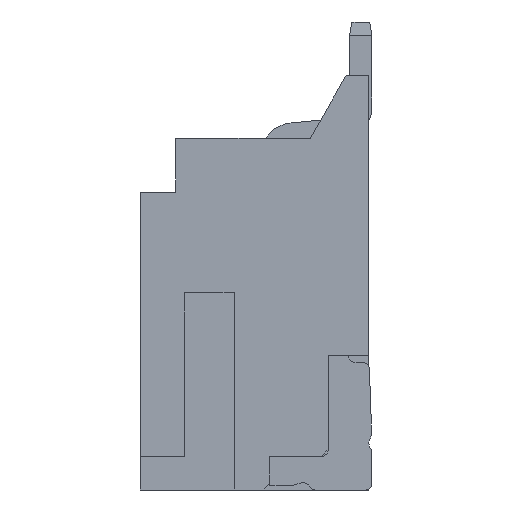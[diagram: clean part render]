
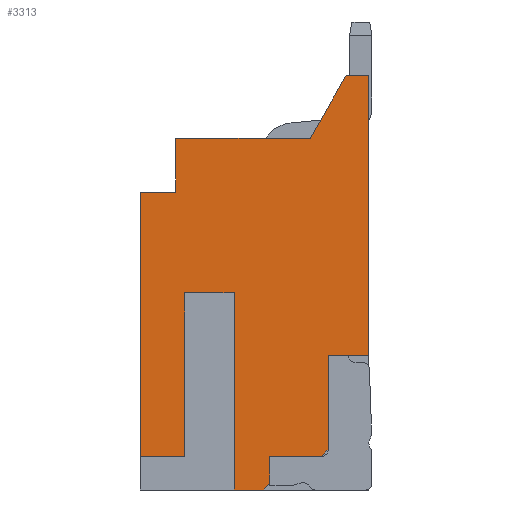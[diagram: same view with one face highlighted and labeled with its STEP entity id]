
A CAD part, left-side view. The second image highlights one B-rep face of the part: STEP entity #3313.
In plain terms, the highlighted planar face has unit normal (-1, 0, 0).
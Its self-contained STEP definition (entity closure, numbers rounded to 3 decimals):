
#29 = VECTOR ( 'NONE', #10202, 1000. ) ;
#43 = EDGE_CURVE ( 'NONE', #4402, #8209, #177, .T. ) ;
#67 = DIRECTION ( 'NONE',  ( 0., 1., 0. ) ) ;
#72 = VECTOR ( 'NONE', #6909, 1000. ) ;
#109 = CARTESIAN_POINT ( 'NONE',  ( -8., -2.55, -7.1 ) ) ;
#177 = LINE ( 'NONE', #3643, #7596 ) ;
#209 = LINE ( 'NONE', #9607, #72 ) ;
#275 = CARTESIAN_POINT ( 'NONE',  ( -8., -2.9, -6.025 ) ) ;
#308 = ORIENTED_EDGE ( 'NONE', *, *, #9557, .F. ) ;
#333 = EDGE_LOOP ( 'NONE', ( #5383, #3691, #7268, #2780, #4572, #2530, #6858, #7017, #4504, #5371, #2699, #2137, #308, #6458, #6300, #9632, #10215, #10878 ) ) ;
#358 = CARTESIAN_POINT ( 'NONE',  ( -8., -2.1, -3.45 ) ) ;
#620 = LINE ( 'NONE', #4989, #8239 ) ;
#719 = CARTESIAN_POINT ( 'NONE',  ( -8., 0., -7.1 ) ) ;
#721 = CARTESIAN_POINT ( 'NONE',  ( -8., -4.2, -4.85 ) ) ;
#994 = CARTESIAN_POINT ( 'NONE',  ( -8., -5.1, -4.85 ) ) ;
#1208 = CARTESIAN_POINT ( 'NONE',  ( -8., -2.55, -7.85 ) ) ;
#1313 = LINE ( 'NONE', #7502, #11168 ) ;
#1417 = LINE ( 'NONE', #9905, #10301 ) ;
#1547 = LINE ( 'NONE', #1642, #29 ) ;
#1625 = EDGE_CURVE ( 'NONE', #8716, #4402, #4473, .T. ) ;
#1642 = CARTESIAN_POINT ( 'NONE',  ( -8., -1., -3.225 ) ) ;
#1672 = CARTESIAN_POINT ( 'NONE',  ( -8., -4.2, -6.95 ) ) ;
#1751 = LINE ( 'NONE', #3558, #2091 ) ;
#1926 = CARTESIAN_POINT ( 'NONE',  ( -8., -2.9, -7.7 ) ) ;
#2091 = VECTOR ( 'NONE', #7022, 1000. ) ;
#2137 = ORIENTED_EDGE ( 'NONE', *, *, #7699, .F. ) ;
#2152 = CARTESIAN_POINT ( 'NONE',  ( -8., -2.1, -3.225 ) ) ;
#2156 = EDGE_CURVE ( 'NONE', #3364, #10486, #6251, .T. ) ;
#2179 = LINE ( 'NONE', #4785, #2595 ) ;
#2219 = EDGE_CURVE ( 'NONE', #9807, #5440, #4517, .T. ) ;
#2284 = DIRECTION ( 'NONE',  ( 0., -1., 0. ) ) ;
#2295 = CARTESIAN_POINT ( 'NONE',  ( -8., 0., -3.225 ) ) ;
#2494 = FACE_OUTER_BOUND ( 'NONE', #333, .T. ) ;
#2530 = ORIENTED_EDGE ( 'NONE', *, *, #1625, .F. ) ;
#2595 = VECTOR ( 'NONE', #5656, 1000. ) ;
#2666 = EDGE_CURVE ( 'NONE', #3003, #8744, #5714, .T. ) ;
#2699 = ORIENTED_EDGE ( 'NONE', *, *, #10039, .F. ) ;
#2780 = ORIENTED_EDGE ( 'NONE', *, *, #10572, .T. ) ;
#2805 = CARTESIAN_POINT ( 'NONE',  ( -8., -1., -3.45 ) ) ;
#2912 = DIRECTION ( 'NONE',  ( 0., 1., 0. ) ) ;
#2956 = CARTESIAN_POINT ( 'NONE',  ( -8., -4.6, 1.4 ) ) ;
#2992 = VERTEX_POINT ( 'NONE', #721 ) ;
#3003 = VERTEX_POINT ( 'NONE', #8475 ) ;
#3024 = CARTESIAN_POINT ( 'NONE',  ( -8., -2.9, -7.1 ) ) ;
#3313 = ADVANCED_FACE ( 'NONE', ( #2494 ), #3399, .F. ) ;
#3364 = VERTEX_POINT ( 'NONE', #7568 ) ;
#3399 = PLANE ( 'NONE',  #7371 ) ;
#3446 = VECTOR ( 'NONE', #10584, 1000. ) ;
#3558 = CARTESIAN_POINT ( 'NONE',  ( -8., -2.55, -3.45 ) ) ;
#3643 = CARTESIAN_POINT ( 'NONE',  ( -8., -4.85, 1.4 ) ) ;
#3691 = ORIENTED_EDGE ( 'NONE', *, *, #4419, .F. ) ;
#3755 = DIRECTION ( 'NONE',  ( 0., 0., 1. ) ) ;
#4032 = VECTOR ( 'NONE', #2912, 1000. ) ;
#4080 = LINE ( 'NONE', #5960, #5911 ) ;
#4159 = VECTOR ( 'NONE', #2284, 1000. ) ;
#4402 = VERTEX_POINT ( 'NONE', #2956 ) ;
#4411 = CARTESIAN_POINT ( 'NONE',  ( -8., -4.05, -7.1 ) ) ;
#4419 = EDGE_CURVE ( 'NONE', #2992, #5781, #8256, .T. ) ;
#4423 = EDGE_CURVE ( 'NONE', #5440, #3364, #1417, .T. ) ;
#4473 = LINE ( 'NONE', #6972, #3446 ) ;
#4504 = ORIENTED_EDGE ( 'NONE', *, *, #4423, .F. ) ;
#4517 = LINE ( 'NONE', #2295, #5982 ) ;
#4572 = ORIENTED_EDGE ( 'NONE', *, *, #43, .F. ) ;
#4771 = VECTOR ( 'NONE', #10189, 1000. ) ;
#4785 = CARTESIAN_POINT ( 'NONE',  ( -8., -2.55, -7.1 ) ) ;
#4989 = CARTESIAN_POINT ( 'NONE',  ( -8., -2.55, 0. ) ) ;
#5037 = DIRECTION ( 'NONE',  ( 0., -1., 0. ) ) ;
#5245 = DIRECTION ( 'NONE',  ( 0., -1., 0. ) ) ;
#5248 = EDGE_CURVE ( 'NONE', #9588, #7526, #8076, .T. ) ;
#5371 = ORIENTED_EDGE ( 'NONE', *, *, #2219, .F. ) ;
#5383 = ORIENTED_EDGE ( 'NONE', *, *, #10282, .F. ) ;
#5388 = DIRECTION ( 'NONE',  ( 0., 0., 1. ) ) ;
#5440 = VERTEX_POINT ( 'NONE', #6758 ) ;
#5632 = DIRECTION ( 'NONE',  ( 0., 0., 1. ) ) ;
#5656 = DIRECTION ( 'NONE',  ( 0., 1., 0. ) ) ;
#5714 = LINE ( 'NONE', #1208, #4159 ) ;
#5781 = VERTEX_POINT ( 'NONE', #1672 ) ;
#5911 = VECTOR ( 'NONE', #67, 1000. ) ;
#5960 = CARTESIAN_POINT ( 'NONE',  ( -8., -2.55, -4.85 ) ) ;
#5970 = CARTESIAN_POINT ( 'NONE',  ( -8., -2.9, -7.7 ) ) ;
#5982 = VECTOR ( 'NONE', #10103, 1000. ) ;
#6171 = VERTEX_POINT ( 'NONE', #994 ) ;
#6251 = LINE ( 'NONE', #9539, #8202 ) ;
#6300 = ORIENTED_EDGE ( 'NONE', *, *, #2666, .T. ) ;
#6458 = ORIENTED_EDGE ( 'NONE', *, *, #10797, .F. ) ;
#6485 = LINE ( 'NONE', #2152, #8274 ) ;
#6587 = DIRECTION ( 'NONE',  ( 0., 0., -1. ) ) ;
#6758 = CARTESIAN_POINT ( 'NONE',  ( -8., 0., -1.2 ) ) ;
#6858 = ORIENTED_EDGE ( 'NONE', *, *, #9375, .F. ) ;
#6909 = DIRECTION ( 'NONE',  ( 0., 0., 1. ) ) ;
#6972 = CARTESIAN_POINT ( 'NONE',  ( -8., -3.8, 0. ) ) ;
#7017 = ORIENTED_EDGE ( 'NONE', *, *, #2156, .F. ) ;
#7022 = DIRECTION ( 'NONE',  ( 0., 1., 0. ) ) ;
#7095 = CARTESIAN_POINT ( 'NONE',  ( -8., -2.75, -7.85 ) ) ;
#7194 = VERTEX_POINT ( 'NONE', #358 ) ;
#7268 = ORIENTED_EDGE ( 'NONE', *, *, #9742, .F. ) ;
#7371 = AXIS2_PLACEMENT_3D ( 'NONE', #11215, #7510, #11056 ) ;
#7502 = CARTESIAN_POINT ( 'NONE',  ( -8., -4.2, -6.95 ) ) ;
#7510 = DIRECTION ( 'NONE',  ( 1., 0., 0. ) ) ;
#7526 = VERTEX_POINT ( 'NONE', #3024 ) ;
#7568 = CARTESIAN_POINT ( 'NONE',  ( -8., -0.8, -1.2 ) ) ;
#7596 = VECTOR ( 'NONE', #5245, 1000. ) ;
#7699 = EDGE_CURVE ( 'NONE', #9930, #9002, #1547, .T. ) ;
#7833 = VECTOR ( 'NONE', #3755, 1000. ) ;
#7997 = CARTESIAN_POINT ( 'NONE',  ( -8., -0.8, 0. ) ) ;
#8076 = LINE ( 'NONE', #275, #7833 ) ;
#8080 = LINE ( 'NONE', #109, #4032 ) ;
#8202 = VECTOR ( 'NONE', #5388, 1000. ) ;
#8209 = VERTEX_POINT ( 'NONE', #9205 ) ;
#8239 = VECTOR ( 'NONE', #5037, 1000. ) ;
#8256 = LINE ( 'NONE', #9224, #9553 ) ;
#8261 = DIRECTION ( 'NONE',  ( 0., 0.707, -0.707 ) ) ;
#8274 = VECTOR ( 'NONE', #5632, 1000. ) ;
#8475 = CARTESIAN_POINT ( 'NONE',  ( -8., -2.1, -7.85 ) ) ;
#8707 = CARTESIAN_POINT ( 'NONE',  ( -8., -3.8, 0. ) ) ;
#8716 = VERTEX_POINT ( 'NONE', #8707 ) ;
#8744 = VERTEX_POINT ( 'NONE', #7095 ) ;
#8754 = EDGE_CURVE ( 'NONE', #10581, #7526, #8080, .T. ) ;
#9002 = VERTEX_POINT ( 'NONE', #9969 ) ;
#9059 = DIRECTION ( 'NONE',  ( 0., -1., 0. ) ) ;
#9205 = CARTESIAN_POINT ( 'NONE',  ( -8., -5.1, 1.4 ) ) ;
#9224 = CARTESIAN_POINT ( 'NONE',  ( -8., -4.2, -3.225 ) ) ;
#9331 = EDGE_CURVE ( 'NONE', #9588, #8744, #11209, .T. ) ;
#9375 = EDGE_CURVE ( 'NONE', #10486, #8716, #620, .T. ) ;
#9539 = CARTESIAN_POINT ( 'NONE',  ( -8., -0.8, -3.925 ) ) ;
#9553 = VECTOR ( 'NONE', #6587, 1000. ) ;
#9557 = EDGE_CURVE ( 'NONE', #7194, #9930, #1751, .T. ) ;
#9588 = VERTEX_POINT ( 'NONE', #1926 ) ;
#9607 = CARTESIAN_POINT ( 'NONE',  ( -8., -5.1, -3.225 ) ) ;
#9632 = ORIENTED_EDGE ( 'NONE', *, *, #9331, .F. ) ;
#9742 = EDGE_CURVE ( 'NONE', #6171, #2992, #4080, .T. ) ;
#9807 = VERTEX_POINT ( 'NONE', #719 ) ;
#9905 = CARTESIAN_POINT ( 'NONE',  ( -8., -2.55, -1.2 ) ) ;
#9930 = VERTEX_POINT ( 'NONE', #2805 ) ;
#9969 = CARTESIAN_POINT ( 'NONE',  ( -8., -1., -7.1 ) ) ;
#10039 = EDGE_CURVE ( 'NONE', #9002, #9807, #2179, .T. ) ;
#10103 = DIRECTION ( 'NONE',  ( 0., 0., 1. ) ) ;
#10189 = DIRECTION ( 'NONE',  ( 0., 0.707, -0.707 ) ) ;
#10202 = DIRECTION ( 'NONE',  ( 0., 0., -1. ) ) ;
#10215 = ORIENTED_EDGE ( 'NONE', *, *, #5248, .T. ) ;
#10282 = EDGE_CURVE ( 'NONE', #5781, #10581, #1313, .T. ) ;
#10301 = VECTOR ( 'NONE', #9059, 1000. ) ;
#10486 = VERTEX_POINT ( 'NONE', #7997 ) ;
#10572 = EDGE_CURVE ( 'NONE', #6171, #8209, #209, .T. ) ;
#10581 = VERTEX_POINT ( 'NONE', #4411 ) ;
#10584 = DIRECTION ( 'NONE',  ( 0., -0.496, 0.868 ) ) ;
#10797 = EDGE_CURVE ( 'NONE', #3003, #7194, #6485, .T. ) ;
#10878 = ORIENTED_EDGE ( 'NONE', *, *, #8754, .F. ) ;
#11056 = DIRECTION ( 'NONE',  ( 0., 0., -1. ) ) ;
#11168 = VECTOR ( 'NONE', #8261, 1000. ) ;
#11209 = LINE ( 'NONE', #5970, #4771 ) ;
#11215 = CARTESIAN_POINT ( 'NONE',  ( -8., -2.55, -3.225 ) ) ;
